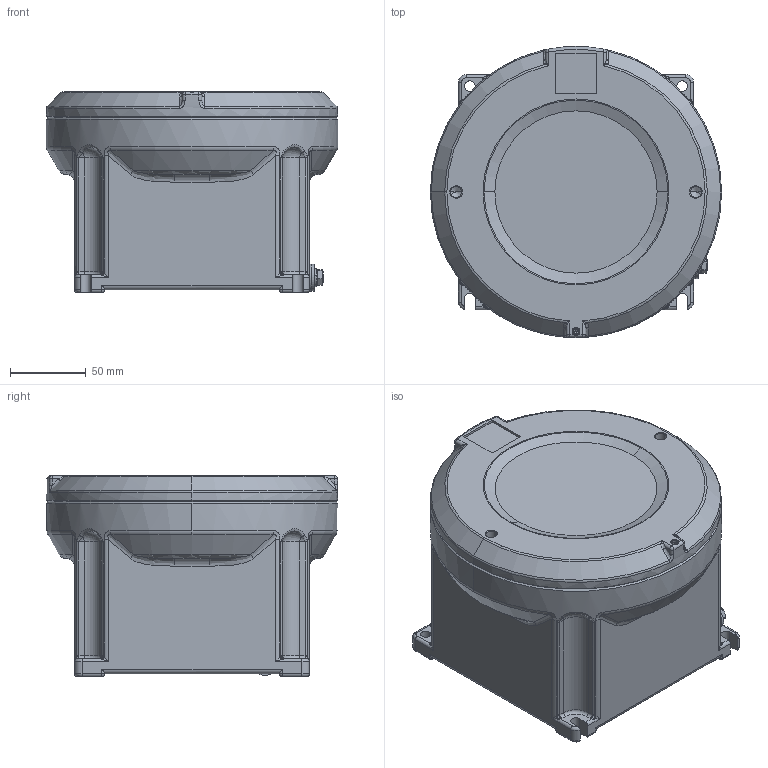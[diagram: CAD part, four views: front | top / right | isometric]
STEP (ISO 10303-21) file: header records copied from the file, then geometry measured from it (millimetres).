
FILE_DESCRIPTION (( 'STEP AP203' ), '1' );
FILE_NAME ('8265_02-__0_.STEP', '2013-09-26T06:50:56', ( 'Admin' ), ( 'R. STAHL AG' ), 'SwSTEP 2.0', 'SolidWorks 2013', '' );
FILE_SCHEMA (( 'CONFIG_CONTROL_DESIGN' ));
Length unit declared in the file: millimetre
Products named in the file (9): 501_619_0_M 6 x 12; 9021_6,4; 128_M 6; 8265_9_055_002_0; 505_706_0_M5x14; 8265_02-__0_; 8265_9_004_002_6_8265_9_004_002_3; 8265_9_005_002_6_3d export; 914_M 5 x 16
Assembly tree (14 placements, depth 2):
  8265_02-__0_
    8265_9_004_002_6_8265_9_004_002_3
    8265_9_005_002_6_3d export
    914_M 5 x 16
    501_619_0_M 6 x 12  x2
    9021_6,4  x4
    128_M 6  x2
    8265_9_055_002_0
    505_706_0_M5x14  x2
Bounding box: 192 x 192 x 132 mm (x, y, z)
Volume: 1520942.4 mm3; surface area: 298188.5 mm2
Topology: 14 solids, 14 shells, 1054 faces, 2473 edges, 1378 vertices
Faces by surface type: cylinder 358, plane 219, bspline 182, torus 158, cone 107, sphere 30
Entity records: 38745 total; most frequent: CARTESIAN_POINT 17958, ORIENTED_EDGE 4172, DIRECTION 4107, EDGE_CURVE 2086, AXIS2_PLACEMENT_3D 1685, VERTEX_POINT 1196, EDGE_LOOP 964, FACE_OUTER_BOUND 929
